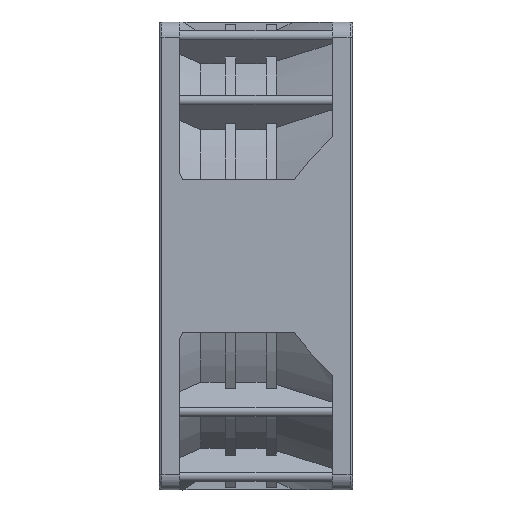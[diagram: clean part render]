
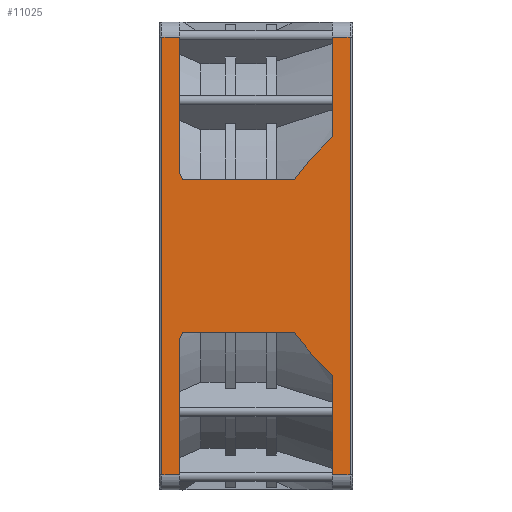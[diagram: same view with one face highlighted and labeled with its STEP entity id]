
A CAD part, left-side view. The second image highlights one B-rep face of the part: STEP entity #11025.
In plain terms, the highlighted planar face has unit normal (-1, 0, 0).
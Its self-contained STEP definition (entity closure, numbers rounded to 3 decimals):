
#1595=DIRECTION('',(0.,1.,0.));
#1596=VECTOR('',#1595,3.5);
#1597=CARTESIAN_POINT('',(-46.,34.,43.));
#1598=LINE('',#1597,#1596);
#1645=DIRECTION('',(0.,0.,1.));
#1646=VECTOR('',#1645,26.739);
#1647=CARTESIAN_POINT('',(-46.,34.,16.261));
#1648=LINE('',#1647,#1646);
#1842=DIRECTION('',(0.,0.,-1.));
#1843=VECTOR('',#1842,19.508);
#1844=CARTESIAN_POINT('',(-46.,4.,43.));
#1845=LINE('',#1844,#1843);
#1898=DIRECTION('',(0.,1.,0.));
#1899=VECTOR('',#1898,3.5);
#1900=CARTESIAN_POINT('',(-46.,0.5,43.));
#1901=LINE('',#1900,#1899);
#2011=DIRECTION('',(0.,0.,1.));
#2012=VECTOR('',#2011,86.);
#2013=CARTESIAN_POINT('',(-46.,0.5,-43.));
#2014=LINE('',#2013,#2012);
#2019=DIRECTION('',(0.,-1.,0.));
#2020=VECTOR('',#2019,21.884);
#2021=CARTESIAN_POINT('',(-46.,33.353,15.));
#2022=LINE('',#2021,#2020);
#2023=DIRECTION('',(0.,1.,0.));
#2024=VECTOR('',#2023,21.884);
#2025=CARTESIAN_POINT('',(-46.,11.468,-15.));
#2026=LINE('',#2025,#2024);
#2027=DIRECTION('',(0.,0.,-1.));
#2028=VECTOR('',#2027,86.);
#2029=CARTESIAN_POINT('',(-46.,37.5,43.));
#2030=LINE('',#2029,#2028);
#2050=DIRECTION('',(0.,-1.,0.));
#2051=VECTOR('',#2050,3.5);
#2052=CARTESIAN_POINT('',(-46.,37.5,-43.));
#2053=LINE('',#2052,#2051);
#2090=DIRECTION('',(0.,0.,1.));
#2091=VECTOR('',#2090,26.739);
#2092=CARTESIAN_POINT('',(-46.,34.,-43.));
#2093=LINE('',#2092,#2091);
#2166=CARTESIAN_POINT('',(-46.,34.,-16.261));
#2167=CARTESIAN_POINT('',(-46.,33.926,
-16.122));
#2168=CARTESIAN_POINT('',(-46.,33.779,
-15.843));
#2169=CARTESIAN_POINT('',(-46.,33.563,
-15.423));
#2170=CARTESIAN_POINT('',(-46.,33.422,
-15.141));
#2171=CARTESIAN_POINT('',(-46.,33.353,
-15.));
#2199=CARTESIAN_POINT('',(-46.,11.468,-15.));
#2200=CARTESIAN_POINT('',(-46.,10.773,-15.981));
#2201=CARTESIAN_POINT('',(-46.,9.282,-17.911));
#2202=CARTESIAN_POINT('',(-46.,6.797,-20.715));
#2203=CARTESIAN_POINT('',(-46.,4.959,-22.569));
#2204=CARTESIAN_POINT('',(-46.,4.,-23.492));
#2342=DIRECTION('',(0.,0.,-1.));
#2343=VECTOR('',#2342,19.508);
#2344=CARTESIAN_POINT('',(-46.,4.,-23.492));
#2345=LINE('',#2344,#2343);
#2506=DIRECTION('',(0.,-1.,0.));
#2507=VECTOR('',#2506,3.5);
#2508=CARTESIAN_POINT('',(-46.,4.,-43.));
#2509=LINE('',#2508,#2507);
#5170=CARTESIAN_POINT('',(-46.,33.353,15.));
#5171=CARTESIAN_POINT('',(-46.,33.422,15.141));
#5172=CARTESIAN_POINT('',(-46.,33.563,15.423));
#5173=CARTESIAN_POINT('',(-46.,33.779,15.843));
#5174=CARTESIAN_POINT('',(-46.,33.926,16.122));
#5175=CARTESIAN_POINT('',(-46.,34.,16.261));
#5337=CARTESIAN_POINT('',(-46.,4.,23.492));
#5338=CARTESIAN_POINT('',(-46.,4.96,22.568));
#5339=CARTESIAN_POINT('',(-46.,6.799,20.712));
#5340=CARTESIAN_POINT('',(-46.,9.284,17.908));
#5341=CARTESIAN_POINT('',(-46.,10.774,15.98));
#5342=CARTESIAN_POINT('',(-46.,11.468,15.));
#7180=CARTESIAN_POINT('',(-46.,34.,-43.));
#7181=VERTEX_POINT('',#7180);
#7182=CARTESIAN_POINT('',(-46.,34.,-16.261));
#7183=VERTEX_POINT('',#7182);
#7260=VERTEX_POINT('',#2171);
#7262=CARTESIAN_POINT('',(-46.,37.5,43.));
#7263=CARTESIAN_POINT('',(-46.,37.5,-43.));
#7264=VERTEX_POINT('',#7262);
#7265=VERTEX_POINT('',#7263);
#7266=CARTESIAN_POINT('',(-46.,34.,43.));
#7267=VERTEX_POINT('',#7266);
#7268=CARTESIAN_POINT('',(-46.,34.,16.261));
#7269=VERTEX_POINT('',#7268);
#7270=VERTEX_POINT('',#5170);
#7271=CARTESIAN_POINT('',(-46.,11.468,15.));
#7272=VERTEX_POINT('',#7271);
#7273=VERTEX_POINT('',#5337);
#7274=CARTESIAN_POINT('',(-46.,4.,43.));
#7275=VERTEX_POINT('',#7274);
#7276=CARTESIAN_POINT('',(-46.,0.5,43.));
#7277=VERTEX_POINT('',#7276);
#7278=CARTESIAN_POINT('',(-46.,0.5,-43.));
#7279=VERTEX_POINT('',#7278);
#7280=CARTESIAN_POINT('',(-46.,4.,-43.));
#7281=VERTEX_POINT('',#7280);
#7282=CARTESIAN_POINT('',(-46.,4.,-23.492));
#7283=VERTEX_POINT('',#7282);
#7284=VERTEX_POINT('',#2199);
#10991=CARTESIAN_POINT('',(-46.,19.,0.));
#10992=DIRECTION('',(1.,0.,0.));
#10993=DIRECTION('',(0.,0.,1.));
#10994=AXIS2_PLACEMENT_3D('',#10991,#10992,#10993);
#10995=PLANE('',#10994);
#10997=ORIENTED_EDGE('',*,*,#10996,.F.);
#10998=ORIENTED_EDGE('',*,*,#10535,.F.);
#10999=ORIENTED_EDGE('',*,*,#10565,.F.);
#11001=ORIENTED_EDGE('',*,*,#11000,.F.);
#11003=ORIENTED_EDGE('',*,*,#11002,.T.);
#11005=ORIENTED_EDGE('',*,*,#11004,.F.);
#11006=ORIENTED_EDGE('',*,*,#10784,.F.);
#11007=ORIENTED_EDGE('',*,*,#10820,.F.);
#11008=ORIENTED_EDGE('',*,*,#10982,.F.);
#11010=ORIENTED_EDGE('',*,*,#11009,.F.);
#11012=ORIENTED_EDGE('',*,*,#11011,.F.);
#11014=ORIENTED_EDGE('',*,*,#11013,.F.);
#11016=ORIENTED_EDGE('',*,*,#11015,.T.);
#11018=ORIENTED_EDGE('',*,*,#11017,.F.);
#11020=ORIENTED_EDGE('',*,*,#11019,.F.);
#11022=ORIENTED_EDGE('',*,*,#11021,.F.);
#11023=EDGE_LOOP('',(#10997,#10998,#10999,#11001,#11003,#11005,#11006,#11007,
#11008,#11010,#11012,#11014,#11016,#11018,#11020,#11022));
#11024=FACE_OUTER_BOUND('',#11023,.F.);
#11025=ADVANCED_FACE('',(#11024),#10995,.F.);
#2172=B_SPLINE_CURVE_WITH_KNOTS('',3,(#2166,#2167,#2168,#2169,#2170,#2171),
.UNSPECIFIED.,.F.,.F.,(4,1,1,4),(0.,0.333,0.667,1.),
.UNSPECIFIED.);
#2205=B_SPLINE_CURVE_WITH_KNOTS('',3,(#2199,#2200,#2201,#2202,#2203,#2204),
.UNSPECIFIED.,.F.,.F.,(4,1,1,4),(0.,0.333,0.667,1.),
.UNSPECIFIED.);
#5176=B_SPLINE_CURVE_WITH_KNOTS('',3,(#5170,#5171,#5172,#5173,#5174,#5175),
.UNSPECIFIED.,.F.,.F.,(4,1,1,4),(0.,0.333,0.667,1.),
.UNSPECIFIED.);
#5343=B_SPLINE_CURVE_WITH_KNOTS('',3,(#5337,#5338,#5339,#5340,#5341,#5342),
.UNSPECIFIED.,.F.,.F.,(4,1,1,4),(0.,0.333,0.667,1.),
.UNSPECIFIED.);
#10535=EDGE_CURVE('',#7267,#7264,#1598,.T.);
#10565=EDGE_CURVE('',#7269,#7267,#1648,.T.);
#10784=EDGE_CURVE('',#7275,#7273,#1845,.T.);
#10820=EDGE_CURVE('',#7277,#7275,#1901,.T.);
#10982=EDGE_CURVE('',#7279,#7277,#2014,.T.);
#10996=EDGE_CURVE('',#7264,#7265,#2030,.T.);
#11000=EDGE_CURVE('',#7270,#7269,#5176,.T.);
#11002=EDGE_CURVE('',#7270,#7272,#2022,.T.);
#11004=EDGE_CURVE('',#7273,#7272,#5343,.T.);
#11009=EDGE_CURVE('',#7281,#7279,#2509,.T.);
#11011=EDGE_CURVE('',#7283,#7281,#2345,.T.);
#11013=EDGE_CURVE('',#7284,#7283,#2205,.T.);
#11015=EDGE_CURVE('',#7284,#7260,#2026,.T.);
#11017=EDGE_CURVE('',#7183,#7260,#2172,.T.);
#11019=EDGE_CURVE('',#7181,#7183,#2093,.T.);
#11021=EDGE_CURVE('',#7265,#7181,#2053,.T.);
